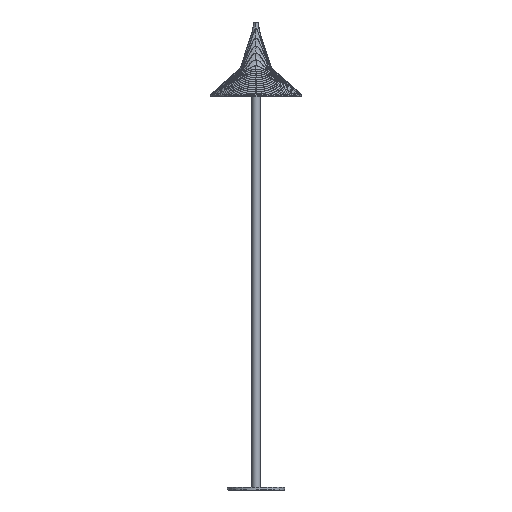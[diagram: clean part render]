
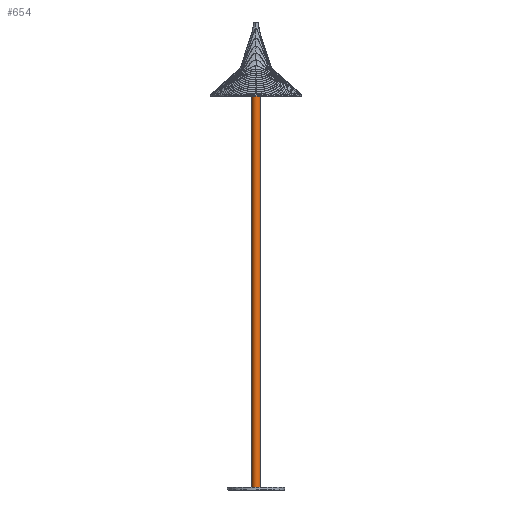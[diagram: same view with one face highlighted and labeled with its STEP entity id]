
A CAD part, front view. The second image highlights one B-rep face of the part: STEP entity #654.
In plain terms, the highlighted cylindrical face has radius 8 mm (diameter 16 mm), a partial arc.
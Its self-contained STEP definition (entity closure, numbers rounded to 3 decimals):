
#654=ADVANCED_FACE('',(#942),#4819,.T.);
#942=FACE_OUTER_BOUND('',#1239,.T.);
#1239=EDGE_LOOP('',(#2704,#2705,#2706,#2707));
#2704=ORIENTED_EDGE('',*,*,#3519,.T.);
#2705=ORIENTED_EDGE('',*,*,#3521,.T.);
#2706=ORIENTED_EDGE('',*,*,#3518,.F.);
#2707=ORIENTED_EDGE('',*,*,#3516,.T.);
#3516=EDGE_CURVE('',#4784,#4786,#4313,.T.);
#3518=EDGE_CURVE('',#4784,#4785,#4084,.T.);
#3519=EDGE_CURVE('',#4786,#4787,#4085,.T.);
#3521=EDGE_CURVE('',#4787,#4785,#4316,.T.);
#4084=B_SPLINE_CURVE_WITH_KNOTS('',1,(#33888,#33889),.UNSPECIFIED.,.F.,
 .F.,(2,2),(77.244,843.244),.UNSPECIFIED.);
#4085=B_SPLINE_CURVE_WITH_KNOTS('',1,(#33890,#33891),.UNSPECIFIED.,.F.,
 .F.,(2,2),(77.244,843.244),.UNSPECIFIED.);
#4313=(
BOUNDED_CURVE()
B_SPLINE_CURVE(2,(#33878,#33879,#33880,#33881,#33882),.UNSPECIFIED.,.F.,
 .F.)
B_SPLINE_CURVE_WITH_KNOTS((3,2,3),(0.,12.566,25.133),
 .UNSPECIFIED.)
CURVE()
GEOMETRIC_REPRESENTATION_ITEM()
RATIONAL_B_SPLINE_CURVE((1.,0.707,1.,0.707,1.))
REPRESENTATION_ITEM('')
);
#4316=(
BOUNDED_CURVE()
B_SPLINE_CURVE(2,(#33897,#33898,#33899,#33900,#33901),.UNSPECIFIED.,.F.,
 .F.)
B_SPLINE_CURVE_WITH_KNOTS((3,2,3),(25.133,37.699,50.265),
 .UNSPECIFIED.)
CURVE()
GEOMETRIC_REPRESENTATION_ITEM()
RATIONAL_B_SPLINE_CURVE((1.,0.707,1.,0.707,1.))
REPRESENTATION_ITEM('')
);
#4784=VERTEX_POINT('',#33874);
#4785=VERTEX_POINT('',#33875);
#4786=VERTEX_POINT('',#33876);
#4787=VERTEX_POINT('',#33877);
#4819=CYLINDRICAL_SURFACE('',#4874,8.);
#4874=AXIS2_PLACEMENT_3D('',#33872,#4916,$);
#4916=DIRECTION('',(0.,0.,-1.));
#33872=CARTESIAN_POINT('',(0.,0.,-369.366));
#33874=CARTESIAN_POINT('',(8.,0.,13.634));
#33875=CARTESIAN_POINT('',(8.,0.,-752.366));
#33876=CARTESIAN_POINT('',(-8.,0.,13.634));
#33877=CARTESIAN_POINT('',(-8.,0.,-752.366));
#33878=CARTESIAN_POINT('',(8.,0.,13.634));
#33879=CARTESIAN_POINT('',(8.,-8.,13.634));
#33880=CARTESIAN_POINT('',(0.,-8.,13.634));
#33881=CARTESIAN_POINT('',(-8.,-8.,13.634));
#33882=CARTESIAN_POINT('',(-8.,0.,13.634));
#33888=CARTESIAN_POINT('',(8.,0.,13.634));
#33889=CARTESIAN_POINT('',(8.,0.,-752.366));
#33890=CARTESIAN_POINT('',(-8.,0.,13.634));
#33891=CARTESIAN_POINT('',(-8.,0.,-752.366));
#33897=CARTESIAN_POINT('',(-8.,0.,-752.366));
#33898=CARTESIAN_POINT('',(-8.,-8.,-752.366));
#33899=CARTESIAN_POINT('',(0.,-8.,-752.366));
#33900=CARTESIAN_POINT('',(8.,-8.,-752.366));
#33901=CARTESIAN_POINT('',(8.,0.,-752.366));
